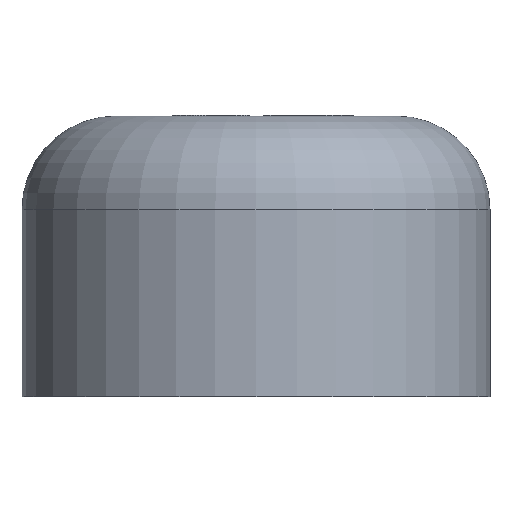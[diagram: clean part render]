
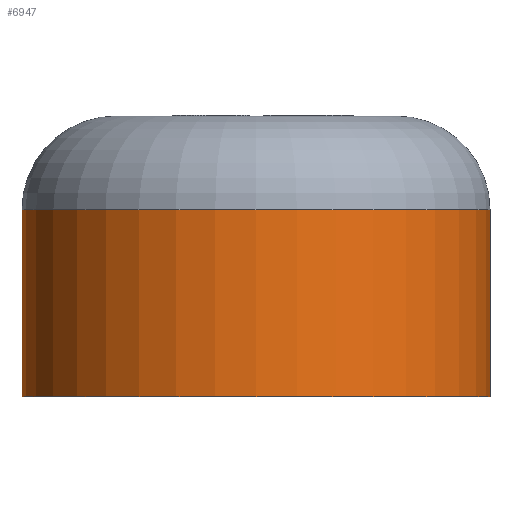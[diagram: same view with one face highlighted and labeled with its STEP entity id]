
A CAD part, front view. The second image highlights one B-rep face of the part: STEP entity #6947.
In plain terms, the highlighted cylindrical face has radius 2.5 mm (diameter 5 mm), a partial arc.
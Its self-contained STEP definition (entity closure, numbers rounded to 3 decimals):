
#493 = CARTESIAN_POINT ( 'NONE',  ( 0., 0., 0. ) ) ;
#682 = EDGE_LOOP ( 'NONE', ( #1294, #10489, #10032, #10325 ) ) ;
#690 = EDGE_CURVE ( 'NONE', #5194, #11204, #9794, .T. ) ;
#1294 = ORIENTED_EDGE ( 'NONE', *, *, #3216, .F. ) ;
#1645 = LINE ( 'NONE', #5021, #10278 ) ;
#1858 = CARTESIAN_POINT ( 'NONE',  ( 0., 0., 2. ) ) ;
#1997 = FACE_OUTER_BOUND ( 'NONE', #682, .T. ) ;
#2222 = CARTESIAN_POINT ( 'NONE',  ( 2.5, 0., 2. ) ) ;
#2776 = VERTEX_POINT ( 'NONE', #2222 ) ;
#3216 = EDGE_CURVE ( 'NONE', #2776, #11204, #9775, .T. ) ;
#3524 = DIRECTION ( 'NONE',  ( 0., 0., -1. ) ) ;
#4012 = DIRECTION ( 'NONE',  ( 1., 0., 0. ) ) ;
#4181 = DIRECTION ( 'NONE',  ( 0., 0., -1. ) ) ;
#4331 = DIRECTION ( 'NONE',  ( 1., 0., 0. ) ) ;
#4647 = CIRCLE ( 'NONE', #5892, 2.5 ) ;
#4737 = CARTESIAN_POINT ( 'NONE',  ( 0., 0., 3. ) ) ;
#4817 = AXIS2_PLACEMENT_3D ( 'NONE', #493, #9865, #4012 ) ;
#4955 = VECTOR ( 'NONE', #10579, 1000. ) ;
#5021 = CARTESIAN_POINT ( 'NONE',  ( -2.5, 0., 3. ) ) ;
#5194 = VERTEX_POINT ( 'NONE', #8200 ) ;
#5468 = CYLINDRICAL_SURFACE ( 'NONE', #9194, 2.5 ) ;
#5892 = AXIS2_PLACEMENT_3D ( 'NONE', #1858, #3524, #4331 ) ;
#6364 = EDGE_CURVE ( 'NONE', #8922, #5194, #1645, .T. ) ;
#6507 = DIRECTION ( 'NONE',  ( -1., 0., 0. ) ) ;
#6947 = ADVANCED_FACE ( 'NONE', ( #1997 ), #5468, .T. ) ;
#7163 = CARTESIAN_POINT ( 'NONE',  ( 2.5, 0., 3. ) ) ;
#8200 = CARTESIAN_POINT ( 'NONE',  ( -2.5, 0., 0. ) ) ;
#8445 = CARTESIAN_POINT ( 'NONE',  ( 2.5, 0., 0. ) ) ;
#8488 = EDGE_CURVE ( 'NONE', #2776, #8922, #4647, .T. ) ;
#8922 = VERTEX_POINT ( 'NONE', #9621 ) ;
#9194 = AXIS2_PLACEMENT_3D ( 'NONE', #4737, #10776, #6507 ) ;
#9621 = CARTESIAN_POINT ( 'NONE',  ( -2.5, 0., 2. ) ) ;
#9775 = LINE ( 'NONE', #7163, #4955 ) ;
#9794 = CIRCLE ( 'NONE', #4817, 2.5 ) ;
#9865 = DIRECTION ( 'NONE',  ( 0., 0., 1. ) ) ;
#10032 = ORIENTED_EDGE ( 'NONE', *, *, #6364, .T. ) ;
#10278 = VECTOR ( 'NONE', #4181, 1000. ) ;
#10325 = ORIENTED_EDGE ( 'NONE', *, *, #690, .T. ) ;
#10489 = ORIENTED_EDGE ( 'NONE', *, *, #8488, .T. ) ;
#10579 = DIRECTION ( 'NONE',  ( 0., 0., -1. ) ) ;
#10776 = DIRECTION ( 'NONE',  ( 0., 0., -1. ) ) ;
#11204 = VERTEX_POINT ( 'NONE', #8445 ) ;
